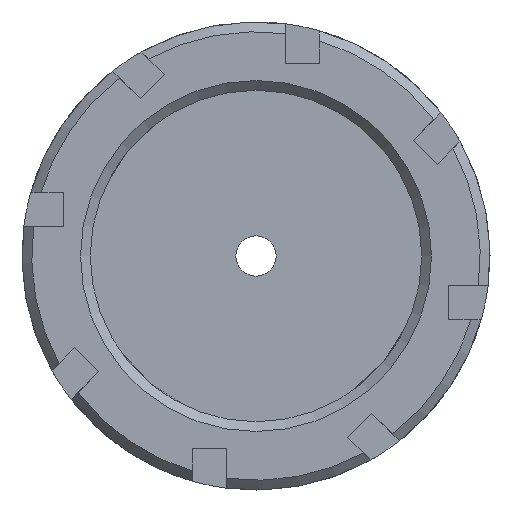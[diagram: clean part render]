
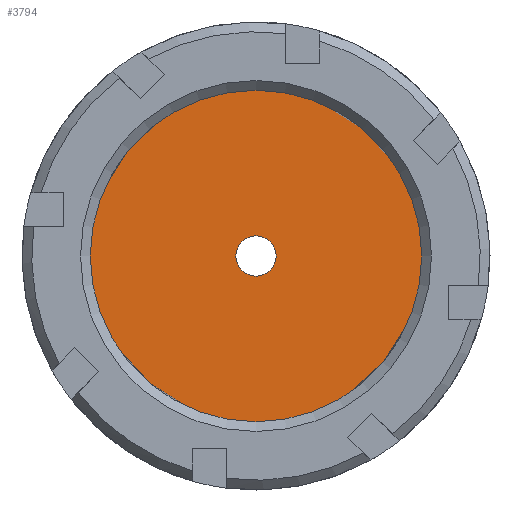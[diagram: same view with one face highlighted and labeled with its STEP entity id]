
A CAD part, front view. The second image highlights one B-rep face of the part: STEP entity #3794.
In plain terms, the highlighted planar face has unit normal (0, -1, 0).
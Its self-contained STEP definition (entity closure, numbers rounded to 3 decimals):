
#49=FACE_BOUND('',#1194,.T.);
#801=PLANE('',#4187);
#988=FACE_OUTER_BOUND('',#1193,.T.);
#1193=EDGE_LOOP('',(#3563));
#1194=EDGE_LOOP('',(#3564));
#1358=CIRCLE('',#4173,2.067);
#1360=CIRCLE('',#4177,17.);
#1824=VERTEX_POINT('',#6922);
#1826=VERTEX_POINT('',#6928);
#2402=EDGE_CURVE('',#1824,#1824,#1358,.T.);
#2404=EDGE_CURVE('',#1826,#1826,#1360,.T.);
#3563=ORIENTED_EDGE('',*,*,#2404,.F.);
#3564=ORIENTED_EDGE('',*,*,#2402,.T.);
#3794=ADVANCED_FACE('',(#988,#49),#801,.T.);
#4173=AXIS2_PLACEMENT_3D('',#6923,#5194,#5195);
#4177=AXIS2_PLACEMENT_3D('',#6929,#5202,#5203);
#4187=AXIS2_PLACEMENT_3D('',#6943,#5222,#5223);
#5194=DIRECTION('center_axis',(0.,1.,0.));
#5195=DIRECTION('ref_axis',(1.,0.,0.));
#5202=DIRECTION('center_axis',(0.,1.,0.));
#5203=DIRECTION('ref_axis',(1.,0.,0.));
#5222=DIRECTION('center_axis',(0.,-1.,0.));
#5223=DIRECTION('ref_axis',(0.,0.,-1.));
#6922=CARTESIAN_POINT('',(2.067,32.,0.));
#6923=CARTESIAN_POINT('Origin',(0.,32.,0.));
#6928=CARTESIAN_POINT('',(0.,32.,17.));
#6929=CARTESIAN_POINT('Origin',(0.,32.,0.));
#6943=CARTESIAN_POINT('Origin',(0.,32.,17.));
